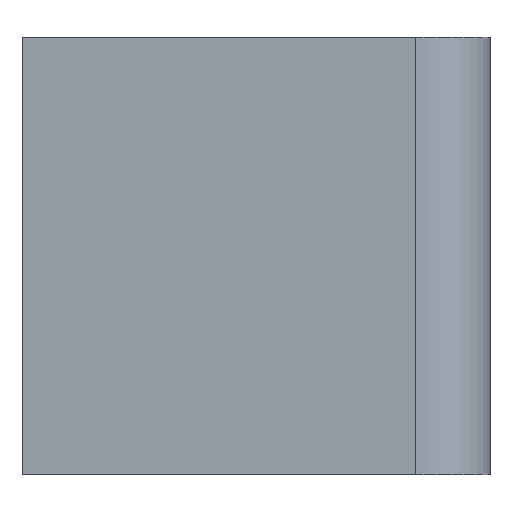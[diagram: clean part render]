
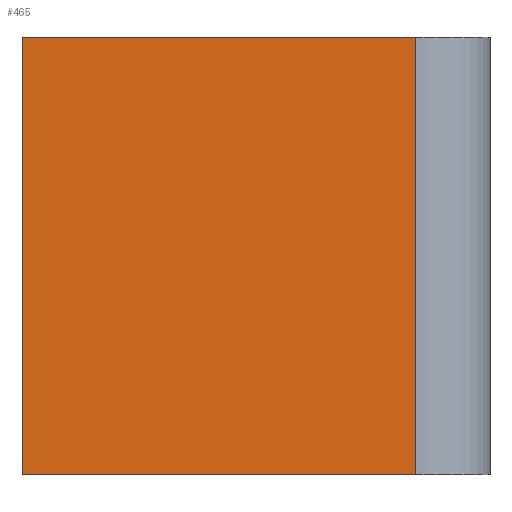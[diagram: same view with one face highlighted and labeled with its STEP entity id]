
A CAD part, front view. The second image highlights one B-rep face of the part: STEP entity #465.
In plain terms, the highlighted free-form (B-spline) face has degree [1, 1] with [2, 2] control points.
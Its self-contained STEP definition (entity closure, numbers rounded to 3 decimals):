
#97 = VERTEX_POINT('',#98);
#98 = CARTESIAN_POINT('',(9.92,0.,0.));
#106 = EDGE_CURVE('',#107,#97,#109,.T.);
#107 = VERTEX_POINT('',#108);
#108 = CARTESIAN_POINT('',(0.,0.,0.));
#109 = B_SPLINE_CURVE_WITH_KNOTS('',1,(#110,#111),.UNSPECIFIED.,.F.,.F.,
  (2,2),(0.,9.),.PIECEWISE_BEZIER_KNOTS.);
#110 = CARTESIAN_POINT('',(0.,0.,0.));
#111 = CARTESIAN_POINT('',(9.92,0.,0.));
#150 = VERTEX_POINT('',#151);
#151 = CARTESIAN_POINT('',(0.,0.,11.023));
#156 = EDGE_CURVE('',#150,#157,#159,.T.);
#157 = VERTEX_POINT('',#158);
#158 = CARTESIAN_POINT('',(9.92,0.,11.023));
#159 = B_SPLINE_CURVE_WITH_KNOTS('',1,(#160,#161),.UNSPECIFIED.,.F.,.F.,
  (2,2),(0.,9.),.PIECEWISE_BEZIER_KNOTS.);
#160 = CARTESIAN_POINT('',(0.,0.,11.023));
#161 = CARTESIAN_POINT('',(9.92,0.,11.023));
#400 = EDGE_CURVE('',#107,#150,#401,.T.);
#401 = B_SPLINE_CURVE_WITH_KNOTS('',1,(#402,#403),.UNSPECIFIED.,.F.,.F.,
  (2,2),(0.,10.),.PIECEWISE_BEZIER_KNOTS.);
#402 = CARTESIAN_POINT('',(0.,0.,0.));
#403 = CARTESIAN_POINT('',(0.,0.,11.023));
#450 = EDGE_CURVE('',#97,#157,#451,.T.);
#451 = B_SPLINE_CURVE_WITH_KNOTS('',1,(#452,#453),.UNSPECIFIED.,.F.,.F.,
  (2,2),(0.,10.),.PIECEWISE_BEZIER_KNOTS.);
#452 = CARTESIAN_POINT('',(9.92,0.,0.));
#453 = CARTESIAN_POINT('',(9.92,0.,11.023));
#465 = ADVANCED_FACE('',(#466),#472,.T.);
#466 = FACE_BOUND('',#467,.T.);
#467 = EDGE_LOOP('',(#468,#469,#470,#471));
#468 = ORIENTED_EDGE('',*,*,#106,.T.);
#469 = ORIENTED_EDGE('',*,*,#450,.T.);
#470 = ORIENTED_EDGE('',*,*,#156,.F.);
#471 = ORIENTED_EDGE('',*,*,#400,.F.);
#472 = B_SPLINE_SURFACE_WITH_KNOTS('',1,1,(
    (#473,#474)
    ,(#475,#476
  )),.UNSPECIFIED.,.F.,.F.,.F.,(2,2),(2,2),(0.,9.),(0.,10.),
  .PIECEWISE_BEZIER_KNOTS.);
#473 = CARTESIAN_POINT('',(0.,0.,0.));
#474 = CARTESIAN_POINT('',(0.,0.,11.023));
#475 = CARTESIAN_POINT('',(9.92,0.,0.));
#476 = CARTESIAN_POINT('',(9.92,0.,11.023));
